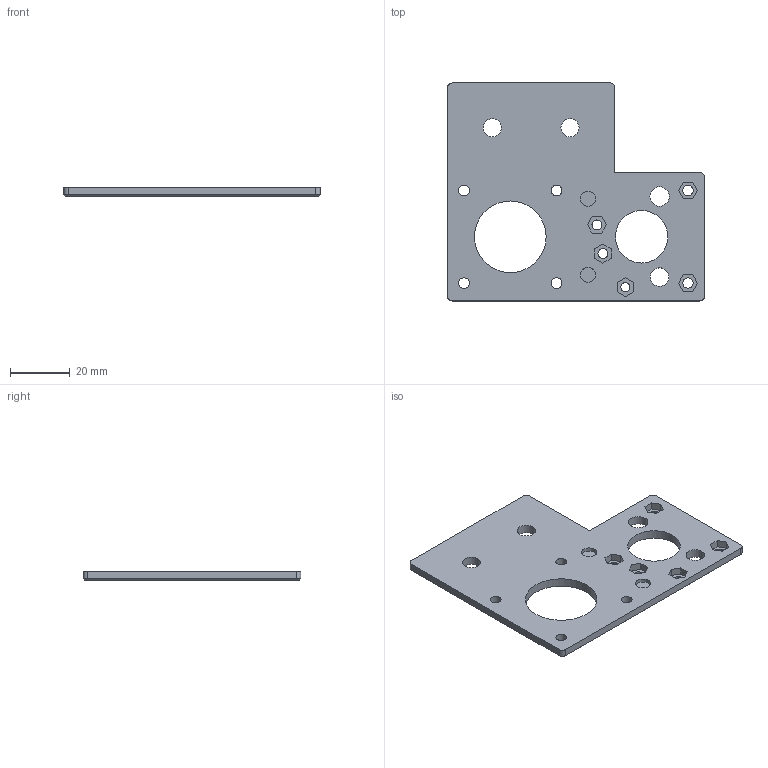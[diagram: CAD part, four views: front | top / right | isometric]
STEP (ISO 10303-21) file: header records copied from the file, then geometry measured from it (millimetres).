
FILE_DESCRIPTION(/* description */ ('Motor Plate'),/* implementation_level */ '2;1');
FILE_NAME(/* name */ 'Motor Plate right.step',/* time_stamp */ '2022-08-07T18:52:42+08:00',/* author */ ('user'),/* organization */ (''),/* preprocessor_version */ 'ST-DEVELOPER v19',/* originating_system */ 'Autodesk Inventor 2023',/* authorisation */ '');
FILE_SCHEMA (('AUTOMOTIVE_DESIGN { 1 0 10303 214 3 1 1 }'));
Length unit declared in the file: millimetre
Products named in the file (1): Motor Plate right
Bounding box: 86 x 73 x 3 mm (x, y, z)
Volume: 12850.8 mm3; surface area: 10967.1 mm2
Topology: 1 solids, 1 shells, 82 faces, 202 edges, 131 vertices
Faces by surface type: plane 53, cylinder 24, cone 5
Full cylindrical faces by diameter (mm): 3 x1, 3.3 x2, 3.5 x2, 3.6 x4, 5.1 x2, 6.1 x2, 6.2 x1, 6.5 x1, 10.5 x2, 17.6 x1, 24 x1
Entity records: 2523 total; most frequent: DIRECTION 421, CARTESIAN_POINT 416, ORIENTED_EDGE 404, EDGE_CURVE 202, LINE 149, VECTOR 149, AXIS2_PLACEMENT_3D 136, VERTEX_POINT 131
